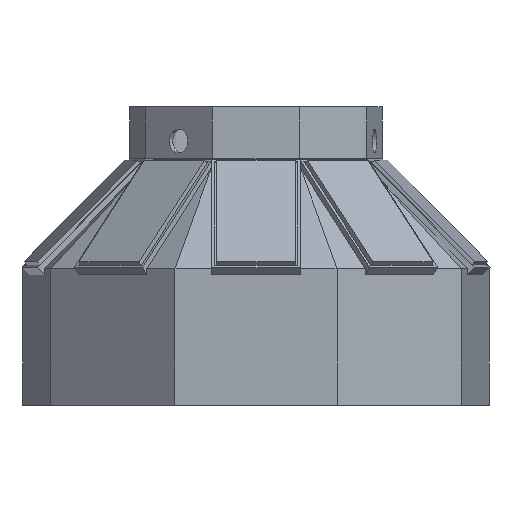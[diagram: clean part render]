
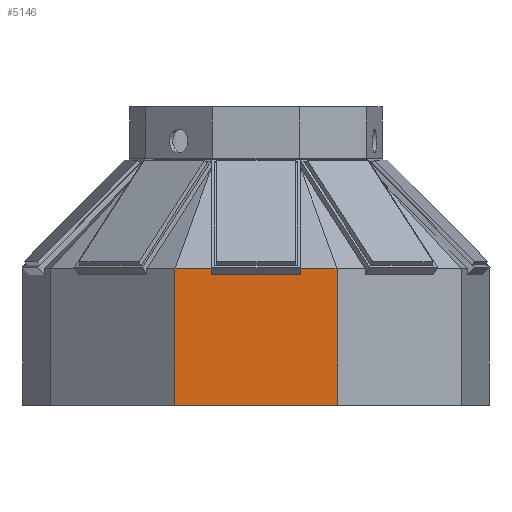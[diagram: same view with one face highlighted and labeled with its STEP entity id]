
A CAD part, front view. The second image highlights one B-rep face of the part: STEP entity #5146.
In plain terms, the highlighted planar face has unit normal (0, -1, 0).
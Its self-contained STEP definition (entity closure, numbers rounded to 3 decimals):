
#498=FACE_OUTER_BOUND('',#823,.T.);
#823=EDGE_LOOP('',(#4366,#4367,#4368,#4369,#4370,#4371,#4372,#4373));
#1164=LINE('',#7553,#1757);
#1188=LINE('',#7651,#1781);
#1412=LINE('',#8557,#2005);
#1416=LINE('',#8579,#2009);
#1418=LINE('',#8584,#2011);
#1424=LINE('',#8630,#2017);
#1425=LINE('',#8632,#2018);
#1426=LINE('',#8633,#2019);
#1757=VECTOR('',#6030,10.);
#1781=VECTOR('',#6066,10.);
#2005=VECTOR('',#6524,10.);
#2009=VECTOR('',#6530,10.);
#2011=VECTOR('',#6536,10.);
#2017=VECTOR('',#6554,10.);
#2018=VECTOR('',#6557,10.);
#2019=VECTOR('',#6558,10.);
#2298=VERTEX_POINT('',#7550);
#2299=VERTEX_POINT('',#7552);
#2314=VERTEX_POINT('',#7648);
#2315=VERTEX_POINT('',#7650);
#2451=VERTEX_POINT('',#8549);
#2452=VERTEX_POINT('',#8556);
#2453=VERTEX_POINT('',#8577);
#2454=VERTEX_POINT('',#8583);
#2827=EDGE_CURVE('',#2298,#2299,#1164,.T.);
#2852=EDGE_CURVE('',#2315,#2314,#1188,.T.);
#3108=EDGE_CURVE('',#2452,#2451,#1412,.T.);
#3112=EDGE_CURVE('',#2453,#2451,#1416,.T.);
#3114=EDGE_CURVE('',#2453,#2454,#1418,.T.);
#3121=EDGE_CURVE('',#2314,#2452,#1424,.T.);
#3122=EDGE_CURVE('',#2315,#2298,#1425,.T.);
#3123=EDGE_CURVE('',#2299,#2454,#1426,.T.);
#4366=ORIENTED_EDGE('',*,*,#2827,.F.);
#4367=ORIENTED_EDGE('',*,*,#3122,.F.);
#4368=ORIENTED_EDGE('',*,*,#2852,.T.);
#4369=ORIENTED_EDGE('',*,*,#3121,.T.);
#4370=ORIENTED_EDGE('',*,*,#3108,.T.);
#4371=ORIENTED_EDGE('',*,*,#3112,.F.);
#4372=ORIENTED_EDGE('',*,*,#3114,.T.);
#4373=ORIENTED_EDGE('',*,*,#3123,.F.);
#4861=PLANE('',#5457);
#5146=ADVANCED_FACE('',(#498),#4861,.T.);
#5457=AXIS2_PLACEMENT_3D('',#8631,#6555,#6556);
#6030=DIRECTION('',(0.,0.,-1.));
#6066=DIRECTION('',(0.,0.,-1.));
#6524=DIRECTION('',(0.,0.,1.));
#6530=DIRECTION('',(1.,0.,0.));
#6536=DIRECTION('',(0.,0.,-1.));
#6554=DIRECTION('',(-1.,0.,0.));
#6555=DIRECTION('center_axis',(0.,-1.,0.));
#6556=DIRECTION('ref_axis',(-1.,0.,0.));
#6557=DIRECTION('',(1.,0.,0.));
#6558=DIRECTION('',(-1.,0.,0.));
#7550=CARTESIAN_POINT('',(23.698,-65.101,148.));
#7552=CARTESIAN_POINT('',(23.698,-65.101,108.));
#7553=CARTESIAN_POINT('',(23.698,-65.101,148.));
#7648=CARTESIAN_POINT('',(13.,-65.102,146.098));
#7650=CARTESIAN_POINT('',(13.,-65.102,148.));
#7651=CARTESIAN_POINT('',(13.,-65.102,164.011));
#8549=CARTESIAN_POINT('',(-13.,-65.103,148.));
#8556=CARTESIAN_POINT('',(-13.,-65.103,146.099));
#8557=CARTESIAN_POINT('',(-13.,-65.103,148.101));
#8577=CARTESIAN_POINT('',(-23.693,-65.104,148.));
#8579=CARTESIAN_POINT('',(23.698,-65.101,148.));
#8583=CARTESIAN_POINT('',(-23.693,-65.104,108.));
#8584=CARTESIAN_POINT('',(-23.693,-65.104,148.));
#8630=CARTESIAN_POINT('',(18.349,-65.102,146.097));
#8631=CARTESIAN_POINT('Origin',(23.698,-65.101,148.));
#8632=CARTESIAN_POINT('',(23.698,-65.101,148.));
#8633=CARTESIAN_POINT('',(23.698,-65.101,108.));
